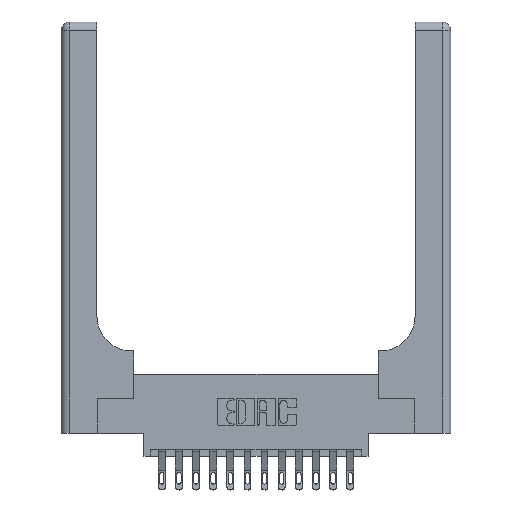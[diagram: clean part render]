
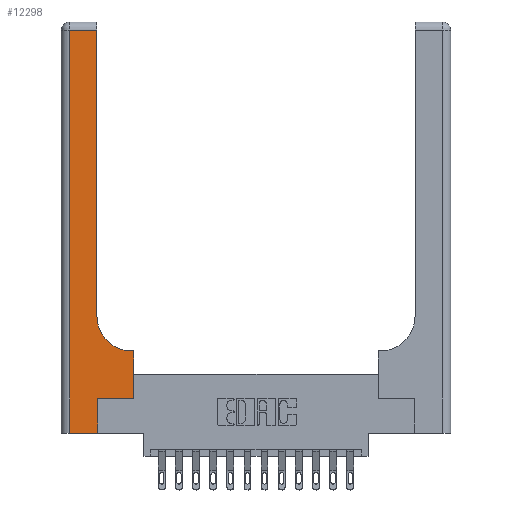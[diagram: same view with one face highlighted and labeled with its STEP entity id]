
A CAD part, top view. The second image highlights one B-rep face of the part: STEP entity #12298.
In plain terms, the highlighted planar face has unit normal (0, 0, 1).
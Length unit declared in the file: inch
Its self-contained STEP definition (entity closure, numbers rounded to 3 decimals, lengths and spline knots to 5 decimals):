
#69 = AXIS2_PLACEMENT_3D ( 'NONE', #16827, #10123, #8587 ) ;
#328 = EDGE_CURVE ( 'NONE', #3319, #13273, #7927, .T. ) ;
#368 = CARTESIAN_POINT ( 'NONE',  ( 0.528, 0.6, 0.37 ) ) ;
#458 = EDGE_CURVE ( 'NONE', #8197, #15259, #3578, .T. ) ;
#495 = CARTESIAN_POINT ( 'NONE',  ( 0.06, 0., 0.37 ) ) ;
#754 = VERTEX_POINT ( 'NONE', #368 ) ;
#1137 = EDGE_CURVE ( 'NONE', #754, #3319, #7426, .T. ) ;
#1695 = DIRECTION ( 'NONE',  ( -1., 0., 0. ) ) ;
#1839 = VECTOR ( 'NONE', #16389, 39.37008 ) ;
#2354 = CARTESIAN_POINT ( 'NONE',  ( 0.265, 0., 0.37 ) ) ;
#2427 = AXIS2_PLACEMENT_3D ( 'NONE', #13569, #10769, #12127 ) ;
#2566 = VERTEX_POINT ( 'NONE', #17229 ) ;
#2774 = ORIENTED_EDGE ( 'NONE', *, *, #4005, .T. ) ;
#3165 = CARTESIAN_POINT ( 'NONE',  ( 0.528, 0.25, 0.37 ) ) ;
#3319 = VERTEX_POINT ( 'NONE', #6233 ) ;
#3413 = VECTOR ( 'NONE', #6480, 39.37008 ) ;
#3526 = DIRECTION ( 'NONE',  ( 0., -1., 0. ) ) ;
#3578 = LINE ( 'NONE', #16000, #15165 ) ;
#3964 = LINE ( 'NONE', #6781, #1839 ) ;
#4005 = EDGE_CURVE ( 'NONE', #15259, #9700, #14976, .T. ) ;
#4379 = ORIENTED_EDGE ( 'NONE', *, *, #328, .T. ) ;
#4630 = VECTOR ( 'NONE', #10570, 39.37008 ) ;
#5029 = DIRECTION ( 'NONE',  ( 0., 1., 0. ) ) ;
#5251 = PLANE ( 'NONE',  #2427 ) ;
#6233 = CARTESIAN_POINT ( 'NONE',  ( 0.51, 0.6, 0.37 ) ) ;
#6480 = DIRECTION ( 'NONE',  ( 1., 0., 0. ) ) ;
#6712 = ORIENTED_EDGE ( 'NONE', *, *, #17392, .T. ) ;
#6781 = CARTESIAN_POINT ( 'NONE',  ( 0., 0., 0.37 ) ) ;
#7131 = EDGE_CURVE ( 'NONE', #9700, #754, #7247, .T. ) ;
#7247 = LINE ( 'NONE', #15671, #12079 ) ;
#7426 = LINE ( 'NONE', #15666, #14701 ) ;
#7797 = LINE ( 'NONE', #14846, #15064 ) ;
#7927 = CIRCLE ( 'NONE', #69, 0.25 ) ;
#8197 = VERTEX_POINT ( 'NONE', #2354 ) ;
#8238 = FACE_OUTER_BOUND ( 'NONE', #15892, .T. ) ;
#8573 = CARTESIAN_POINT ( 'NONE',  ( 0.265, 0.25, 0.37 ) ) ;
#8587 = DIRECTION ( 'NONE',  ( 1., 0., 0. ) ) ;
#8992 = EDGE_CURVE ( 'NONE', #13273, #2566, #15924, .T. ) ;
#9038 = CARTESIAN_POINT ( 'NONE',  ( 0.06, 2.94, 0.37 ) ) ;
#9513 = ORIENTED_EDGE ( 'NONE', *, *, #11129, .T. ) ;
#9700 = VERTEX_POINT ( 'NONE', #3165 ) ;
#9883 = EDGE_CURVE ( 'NONE', #2566, #14120, #7797, .T. ) ;
#10123 = DIRECTION ( 'NONE',  ( 0., 0., -1. ) ) ;
#10421 = CARTESIAN_POINT ( 'NONE',  ( 0.06, 3., 0.37 ) ) ;
#10570 = DIRECTION ( 'NONE',  ( 0., 1., 0. ) ) ;
#10769 = DIRECTION ( 'NONE',  ( 0., 0., -1. ) ) ;
#11129 = EDGE_CURVE ( 'NONE', #17741, #8197, #3964, .T. ) ;
#11879 = ORIENTED_EDGE ( 'NONE', *, *, #9883, .T. ) ;
#12079 = VECTOR ( 'NONE', #16855, 39.37008 ) ;
#12127 = DIRECTION ( 'NONE',  ( -1., 0., 0. ) ) ;
#12298 = ADVANCED_FACE ( 'NONE', ( #8238 ), #5251, .F. ) ;
#12561 = ORIENTED_EDGE ( 'NONE', *, *, #1137, .T. ) ;
#13273 = VERTEX_POINT ( 'NONE', #15792 ) ;
#13549 = VECTOR ( 'NONE', #3526, 39.37008 ) ;
#13569 = CARTESIAN_POINT ( 'NONE',  ( 0., 3., 0.37 ) ) ;
#13761 = ORIENTED_EDGE ( 'NONE', *, *, #8992, .T. ) ;
#14120 = VERTEX_POINT ( 'NONE', #9038 ) ;
#14701 = VECTOR ( 'NONE', #1695, 39.37008 ) ;
#14846 = CARTESIAN_POINT ( 'NONE',  ( 0., 2.94, 0.37 ) ) ;
#14976 = LINE ( 'NONE', #15065, #3413 ) ;
#15064 = VECTOR ( 'NONE', #17753, 39.37008 ) ;
#15065 = CARTESIAN_POINT ( 'NONE',  ( 0.265, 0.25, 0.37 ) ) ;
#15165 = VECTOR ( 'NONE', #5029, 39.37008 ) ;
#15259 = VERTEX_POINT ( 'NONE', #8573 ) ;
#15666 = CARTESIAN_POINT ( 'NONE',  ( 0.26, 0.6, 0.37 ) ) ;
#15671 = CARTESIAN_POINT ( 'NONE',  ( 0.528, 0.25, 0.37 ) ) ;
#15792 = CARTESIAN_POINT ( 'NONE',  ( 0.26, 0.85, 0.37 ) ) ;
#15892 = EDGE_LOOP ( 'NONE', ( #13761, #11879, #6712, #9513, #15956, #2774, #16828, #12561, #4379 ) ) ;
#15924 = LINE ( 'NONE', #17379, #4630 ) ;
#15956 = ORIENTED_EDGE ( 'NONE', *, *, #458, .T. ) ;
#16000 = CARTESIAN_POINT ( 'NONE',  ( 0.265, 0., 0.37 ) ) ;
#16389 = DIRECTION ( 'NONE',  ( 1., 0., 0. ) ) ;
#16827 = CARTESIAN_POINT ( 'NONE',  ( 0.51, 0.85, 0.37 ) ) ;
#16828 = ORIENTED_EDGE ( 'NONE', *, *, #7131, .T. ) ;
#16855 = DIRECTION ( 'NONE',  ( 0., 1., 0. ) ) ;
#17229 = CARTESIAN_POINT ( 'NONE',  ( 0.26, 2.94, 0.37 ) ) ;
#17307 = LINE ( 'NONE', #10421, #13549 ) ;
#17379 = CARTESIAN_POINT ( 'NONE',  ( 0.26, 3., 0.37 ) ) ;
#17392 = EDGE_CURVE ( 'NONE', #14120, #17741, #17307, .T. ) ;
#17741 = VERTEX_POINT ( 'NONE', #495 ) ;
#17753 = DIRECTION ( 'NONE',  ( -1., 0., 0. ) ) ;
